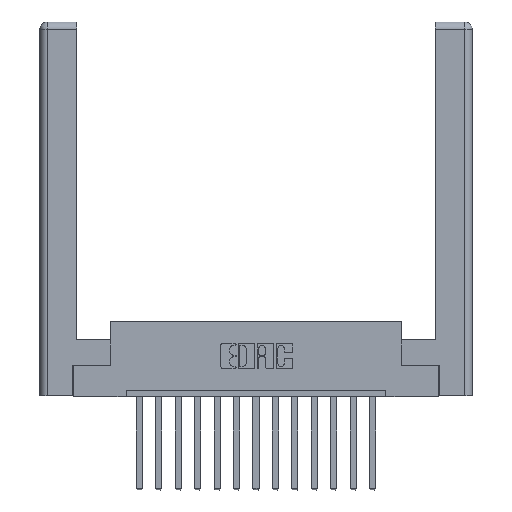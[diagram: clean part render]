
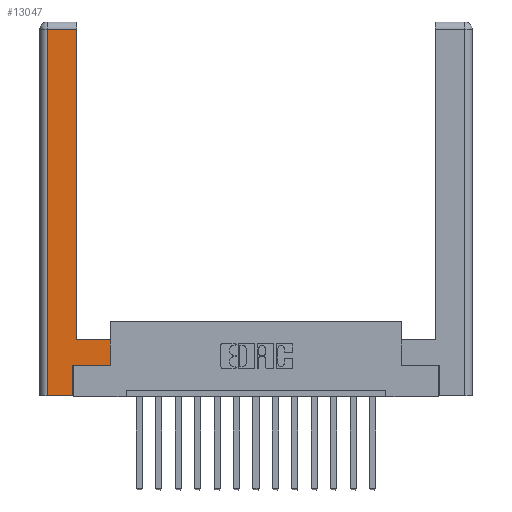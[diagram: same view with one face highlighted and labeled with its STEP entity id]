
A CAD part, top view. The second image highlights one B-rep face of the part: STEP entity #13047.
In plain terms, the highlighted planar face has unit normal (0, 0, 1).
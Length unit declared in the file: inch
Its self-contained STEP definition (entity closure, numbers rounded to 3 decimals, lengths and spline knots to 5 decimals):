
#229 = EDGE_CURVE ( 'NONE', #3228, #12865, #4751, .T. ) ;
#350 = CARTESIAN_POINT ( 'NONE',  ( 0.0615, 0., 0. ) ) ;
#504 = CARTESIAN_POINT ( 'NONE',  ( 0.295, 0.45, 0. ) ) ;
#884 = CARTESIAN_POINT ( 'NONE',  ( 0.295, 2.94, 0. ) ) ;
#1001 = LINE ( 'NONE', #7585, #2947 ) ;
#1054 = EDGE_CURVE ( 'NONE', #7338, #4374, #1001, .T. ) ;
#1291 = AXIS2_PLACEMENT_3D ( 'NONE', #6942, #10537, #3180 ) ;
#1887 = LINE ( 'NONE', #7037, #11229 ) ;
#2527 = CARTESIAN_POINT ( 'NONE',  ( 0.265, 0., 0. ) ) ;
#2640 = EDGE_CURVE ( 'NONE', #9496, #7119, #6407, .T. ) ;
#2947 = VECTOR ( 'NONE', #5155, 39.37008 ) ;
#3180 = DIRECTION ( 'NONE',  ( -1., 0., 0. ) ) ;
#3228 = VERTEX_POINT ( 'NONE', #6160 ) ;
#3586 = VECTOR ( 'NONE', #6050, 39.37008 ) ;
#3878 = VECTOR ( 'NONE', #6935, 39.37008 ) ;
#4089 = LINE ( 'NONE', #4791, #11328 ) ;
#4355 = DIRECTION ( 'NONE',  ( -1., 0., 0. ) ) ;
#4374 = VERTEX_POINT ( 'NONE', #504 ) ;
#4751 = LINE ( 'NONE', #7383, #3586 ) ;
#4791 = CARTESIAN_POINT ( 'NONE',  ( 0.295, 3., 0. ) ) ;
#5108 = ORIENTED_EDGE ( 'NONE', *, *, #12408, .T. ) ;
#5155 = DIRECTION ( 'NONE',  ( -1., 0., 0. ) ) ;
#5776 = CARTESIAN_POINT ( 'NONE',  ( 0.265, 0., 0. ) ) ;
#5940 = ORIENTED_EDGE ( 'NONE', *, *, #1054, .T. ) ;
#6044 = LINE ( 'NONE', #5776, #12932 ) ;
#6050 = DIRECTION ( 'NONE',  ( 0., -1., 0. ) ) ;
#6160 = CARTESIAN_POINT ( 'NONE',  ( 0.0615, 2.94, 0. ) ) ;
#6287 = ORIENTED_EDGE ( 'NONE', *, *, #12594, .T. ) ;
#6407 = LINE ( 'NONE', #13017, #3878 ) ;
#6744 = VECTOR ( 'NONE', #11791, 39.37008 ) ;
#6935 = DIRECTION ( 'NONE',  ( 0., 1., 0. ) ) ;
#6942 = CARTESIAN_POINT ( 'NONE',  ( 0., 0., 0. ) ) ;
#7037 = CARTESIAN_POINT ( 'NONE',  ( 0.0615, 2.94, 0. ) ) ;
#7119 = VERTEX_POINT ( 'NONE', #7215 ) ;
#7215 = CARTESIAN_POINT ( 'NONE',  ( 0.265, 0.245, 0. ) ) ;
#7338 = VERTEX_POINT ( 'NONE', #7928 ) ;
#7383 = CARTESIAN_POINT ( 'NONE',  ( 0.0615, 0., 0. ) ) ;
#7585 = CARTESIAN_POINT ( 'NONE',  ( 0.295, 0.45, 0. ) ) ;
#7928 = CARTESIAN_POINT ( 'NONE',  ( 0.565, 0.45, 0. ) ) ;
#8092 = PLANE ( 'NONE',  #1291 ) ;
#8110 = CARTESIAN_POINT ( 'NONE',  ( 0.565, 0.245, 0. ) ) ;
#8176 = VERTEX_POINT ( 'NONE', #884 ) ;
#8306 = CARTESIAN_POINT ( 'NONE',  ( 0.565, 0.45, 0. ) ) ;
#8834 = LINE ( 'NONE', #8306, #6744 ) ;
#9398 = DIRECTION ( 'NONE',  ( 1., 0., 0. ) ) ;
#9450 = DIRECTION ( 'NONE',  ( 1., 0., 0. ) ) ;
#9496 = VERTEX_POINT ( 'NONE', #2527 ) ;
#9655 = EDGE_CURVE ( 'NONE', #8176, #3228, #1887, .T. ) ;
#9730 = VERTEX_POINT ( 'NONE', #11768 ) ;
#10537 = DIRECTION ( 'NONE',  ( 0., 0., -1. ) ) ;
#10649 = ORIENTED_EDGE ( 'NONE', *, *, #14578, .T. ) ;
#11053 = EDGE_LOOP ( 'NONE', ( #5108, #13338, #13511, #13788, #15178, #6287, #10649, #5940 ) ) ;
#11180 = EDGE_CURVE ( 'NONE', #12865, #9496, #6044, .T. ) ;
#11229 = VECTOR ( 'NONE', #4355, 39.37008 ) ;
#11314 = VECTOR ( 'NONE', #9450, 39.37008 ) ;
#11328 = VECTOR ( 'NONE', #14619, 39.37008 ) ;
#11768 = CARTESIAN_POINT ( 'NONE',  ( 0.565, 0.245, 0. ) ) ;
#11791 = DIRECTION ( 'NONE',  ( 0., 1., 0. ) ) ;
#12408 = EDGE_CURVE ( 'NONE', #4374, #8176, #4089, .T. ) ;
#12594 = EDGE_CURVE ( 'NONE', #7119, #9730, #15749, .T. ) ;
#12865 = VERTEX_POINT ( 'NONE', #350 ) ;
#12932 = VECTOR ( 'NONE', #9398, 39.37008 ) ;
#13017 = CARTESIAN_POINT ( 'NONE',  ( 0.265, 0.245, 0. ) ) ;
#13047 = ADVANCED_FACE ( 'NONE', ( #15803 ), #8092, .F. ) ;
#13338 = ORIENTED_EDGE ( 'NONE', *, *, #9655, .T. ) ;
#13511 = ORIENTED_EDGE ( 'NONE', *, *, #229, .T. ) ;
#13788 = ORIENTED_EDGE ( 'NONE', *, *, #11180, .T. ) ;
#14578 = EDGE_CURVE ( 'NONE', #9730, #7338, #8834, .T. ) ;
#14619 = DIRECTION ( 'NONE',  ( 0., 1., 0. ) ) ;
#15178 = ORIENTED_EDGE ( 'NONE', *, *, #2640, .T. ) ;
#15749 = LINE ( 'NONE', #8110, #11314 ) ;
#15803 = FACE_OUTER_BOUND ( 'NONE', #11053, .T. ) ;
